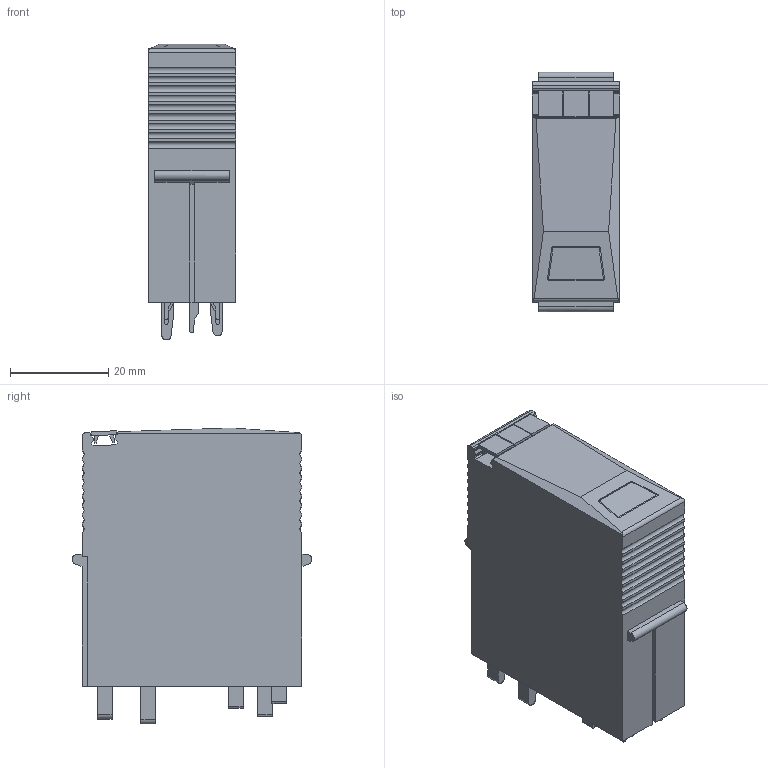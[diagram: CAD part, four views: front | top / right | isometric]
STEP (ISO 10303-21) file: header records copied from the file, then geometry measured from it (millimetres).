
FILE_DESCRIPTION(('CATIA V5 STEP Exchange','CAx-IF Rec.Pracs.--- Model Styling and Organization---1.4--- 2014-01-23'),'2;1');
FILE_NAME ('9820605_4', '2021-12-08T10:43:29+00:00', ('none'), ('Weidmueller'), 'CATIA Version 5-6 Release 2016 SP3 HF44', 'CATIA V5 STEP AP214', 'none');
FILE_SCHEMA(('AUTOMOTIVE_DESIGN { 1 0 10303 214 1 1 1 1 }'));
Length unit declared in the file: millimetre
Products named in the file (1): S3D_VSPC_MOV_2CH_24V_R
Bounding box: 17.75 x 48.7 x 60.16 mm (x, y, z)
Volume: 39254.2 mm3; surface area: 16165 mm2
Topology: 13 solids, 13 shells, 340 faces, 949 edges, 653 vertices
Faces by surface type: plane 283, cylinder 51, torus 4, extrusion 2
Entity records: 10877 total; most frequent: CARTESIAN_POINT 1965, ORIENTED_EDGE 1898, DIRECTION 1474, EDGE_CURVE 949, VECTOR 759, LINE 757, VERTEX_POINT 653, AXIS2_PLACEMENT_3D 446
